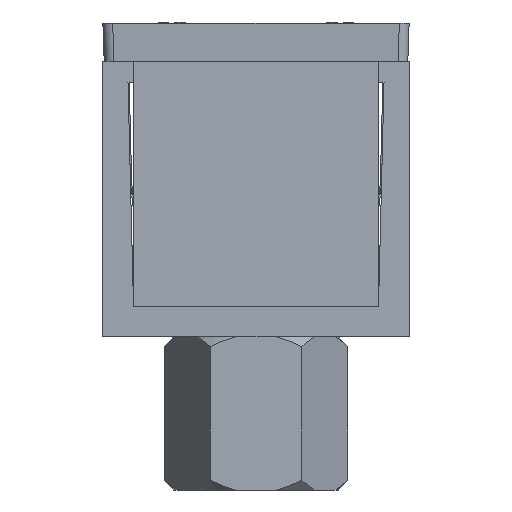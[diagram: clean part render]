
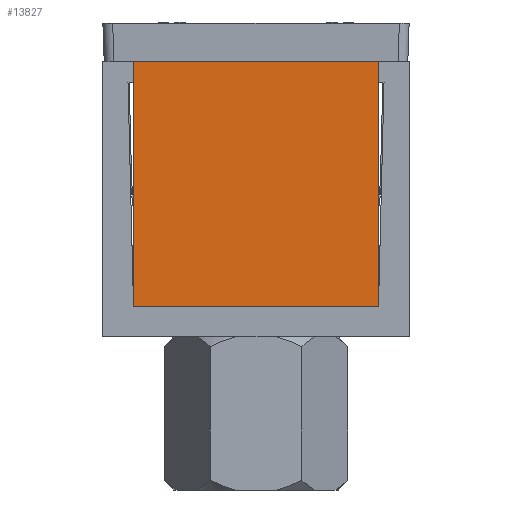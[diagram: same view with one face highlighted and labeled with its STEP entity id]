
A CAD part, front view. The second image highlights one B-rep face of the part: STEP entity #13827.
In plain terms, the highlighted planar face has unit normal (0, -1, 0).
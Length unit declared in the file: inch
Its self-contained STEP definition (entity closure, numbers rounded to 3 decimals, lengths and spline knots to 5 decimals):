
#2380 = CARTESIAN_POINT ( 'NONE',  ( 0.5, 0., 0.5 ) ) ;
#2469 = VECTOR ( 'NONE', #18618, 39.37008 ) ;
#3181 = ORIENTED_EDGE ( 'NONE', *, *, #16292, .F. ) ;
#4042 = VECTOR ( 'NONE', #22931, 39.37008 ) ;
#4154 = VERTEX_POINT ( 'NONE', #2380 ) ;
#4984 = CARTESIAN_POINT ( 'NONE',  ( -0.5, 0., 0.5 ) ) ;
#5389 = PLANE ( 'NONE',  #16658 ) ;
#5931 = ORIENTED_EDGE ( 'NONE', *, *, #18146, .F. ) ;
#6161 = VECTOR ( 'NONE', #20844, 39.37008 ) ;
#6818 = DIRECTION ( 'NONE',  ( 0., 1., 0. ) ) ;
#9029 = LINE ( 'NONE', #24768, #6161 ) ;
#13594 = LINE ( 'NONE', #25517, #23033 ) ;
#13827 = ADVANCED_FACE ( 'NONE', ( #24776 ), #5389, .F. ) ;
#14826 = DIRECTION ( 'NONE',  ( 0., 0., 1. ) ) ;
#14874 = ORIENTED_EDGE ( 'NONE', *, *, #25219, .F. ) ;
#16292 = EDGE_CURVE ( 'NONE', #17905, #4154, #20847, .T. ) ;
#16426 = CARTESIAN_POINT ( 'NONE',  ( -0.5, 0., -0.5 ) ) ;
#16658 = AXIS2_PLACEMENT_3D ( 'NONE', #22808, #6818, #14826 ) ;
#17905 = VERTEX_POINT ( 'NONE', #23042 ) ;
#18146 = EDGE_CURVE ( 'NONE', #23842, #17905, #13594, .T. ) ;
#18618 = DIRECTION ( 'NONE',  ( 1., 0., 0. ) ) ;
#18887 = CARTESIAN_POINT ( 'NONE',  ( -0.5, 0., -0.5 ) ) ;
#20840 = LINE ( 'NONE', #18887, #4042 ) ;
#20844 = DIRECTION ( 'NONE',  ( 0., 0., -1. ) ) ;
#20847 = LINE ( 'NONE', #4984, #2469 ) ;
#21591 = DIRECTION ( 'NONE',  ( 0., 0., 1. ) ) ;
#21980 = ORIENTED_EDGE ( 'NONE', *, *, #24417, .F. ) ;
#22808 = CARTESIAN_POINT ( 'NONE',  ( 0., 0., 0. ) ) ;
#22921 = EDGE_LOOP ( 'NONE', ( #14874, #3181, #5931, #21980 ) ) ;
#22931 = DIRECTION ( 'NONE',  ( -1., 0., 0. ) ) ;
#23033 = VECTOR ( 'NONE', #21591, 39.37008 ) ;
#23042 = CARTESIAN_POINT ( 'NONE',  ( -0.5, 0., 0.5 ) ) ;
#23842 = VERTEX_POINT ( 'NONE', #16426 ) ;
#24081 = VERTEX_POINT ( 'NONE', #25574 ) ;
#24417 = EDGE_CURVE ( 'NONE', #24081, #23842, #20840, .T. ) ;
#24768 = CARTESIAN_POINT ( 'NONE',  ( 0.5, 0., -0.5 ) ) ;
#24776 = FACE_OUTER_BOUND ( 'NONE', #22921, .T. ) ;
#25219 = EDGE_CURVE ( 'NONE', #4154, #24081, #9029, .T. ) ;
#25517 = CARTESIAN_POINT ( 'NONE',  ( -0.5, 0., -0.5 ) ) ;
#25574 = CARTESIAN_POINT ( 'NONE',  ( 0.5, 0., -0.5 ) ) ;
